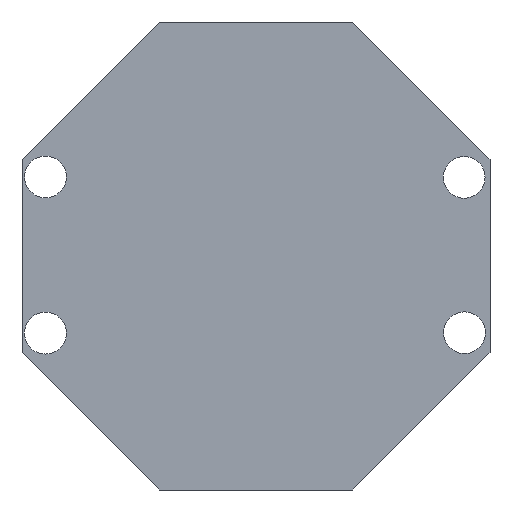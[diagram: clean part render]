
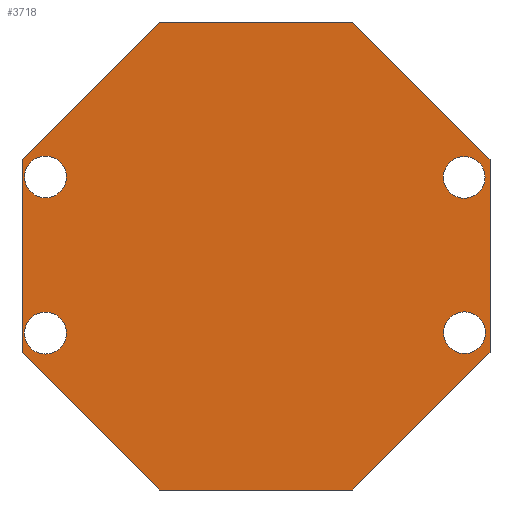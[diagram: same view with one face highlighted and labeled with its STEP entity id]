
A CAD part, front view. The second image highlights one B-rep face of the part: STEP entity #3718.
In plain terms, the highlighted planar face has unit normal (0, -1, 0).
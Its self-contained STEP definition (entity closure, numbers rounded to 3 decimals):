
#3 = AXIS2_PLACEMENT_3D ( 'NONE', #173, #3705, #3290 ) ;
#30 = CIRCLE ( 'NONE', #4177, 2.72 ) ;
#32 = EDGE_CURVE ( 'NONE', #1030, #2843, #4290, .T. ) ;
#51 = ORIENTED_EDGE ( 'NONE', *, *, #896, .F. ) ;
#64 = VERTEX_POINT ( 'NONE', #2062 ) ;
#91 = EDGE_CURVE ( 'NONE', #2557, #1329, #2842, .T. ) ;
#104 = CARTESIAN_POINT ( 'NONE',  ( 12.634, 0., -30.5 ) ) ;
#173 = CARTESIAN_POINT ( 'NONE',  ( -27.449, 0., -10.049 ) ) ;
#189 = LINE ( 'NONE', #2636, #1604 ) ;
#209 = DIRECTION ( 'NONE',  ( 0., 0., -1. ) ) ;
#210 = CIRCLE ( 'NONE', #504, 2.722 ) ;
#265 = ORIENTED_EDGE ( 'NONE', *, *, #2855, .F. ) ;
#270 = VERTEX_POINT ( 'NONE', #1726 ) ;
#273 = DIRECTION ( 'NONE',  ( 0., 0., 1. ) ) ;
#296 = DIRECTION ( 'NONE',  ( 0., -1., 0. ) ) ;
#344 = CARTESIAN_POINT ( 'NONE',  ( -12.634, 0., -30.5 ) ) ;
#384 = CARTESIAN_POINT ( 'NONE',  ( 27.171, 0., -10.004 ) ) ;
#429 = ORIENTED_EDGE ( 'NONE', *, *, #2052, .F. ) ;
#481 = CARTESIAN_POINT ( 'NONE',  ( 30.5, 0., -12.634 ) ) ;
#504 = AXIS2_PLACEMENT_3D ( 'NONE', #4034, #556, #209 ) ;
#556 = DIRECTION ( 'NONE',  ( 0., -1., 0. ) ) ;
#600 = DIRECTION ( 'NONE',  ( 0., 0., -1. ) ) ;
#615 = CARTESIAN_POINT ( 'NONE',  ( -27.449, 0., -10.049 ) ) ;
#621 = VERTEX_POINT ( 'NONE', #3655 ) ;
#647 = CARTESIAN_POINT ( 'NONE',  ( -27.449, 0., -7.316 ) ) ;
#700 = CIRCLE ( 'NONE', #2734, 2.721 ) ;
#794 = LINE ( 'NONE', #104, #958 ) ;
#834 = VECTOR ( 'NONE', #1033, 1000. ) ;
#836 = VECTOR ( 'NONE', #1811, 1000. ) ;
#896 = EDGE_CURVE ( 'NONE', #270, #2317, #189, .T. ) ;
#903 = DIRECTION ( 'NONE',  ( 0., -1., 0. ) ) ;
#951 = FACE_BOUND ( 'NONE', #2032, .T. ) ;
#958 = VECTOR ( 'NONE', #1839, 1000. ) ;
#966 = EDGE_CURVE ( 'NONE', #2548, #3391, #210, .T. ) ;
#992 = ORIENTED_EDGE ( 'NONE', *, *, #2271, .F. ) ;
#1018 = CARTESIAN_POINT ( 'NONE',  ( -27.442, 0., 13.026 ) ) ;
#1029 = ORIENTED_EDGE ( 'NONE', *, *, #2604, .F. ) ;
#1030 = VERTEX_POINT ( 'NONE', #647 ) ;
#1033 = DIRECTION ( 'NONE',  ( 0.707, 0., 0.707 ) ) ;
#1121 = VERTEX_POINT ( 'NONE', #3419 ) ;
#1205 = FACE_BOUND ( 'NONE', #1870, .T. ) ;
#1329 = VERTEX_POINT ( 'NONE', #1623 ) ;
#1339 = ORIENTED_EDGE ( 'NONE', *, *, #966, .F. ) ;
#1364 = CARTESIAN_POINT ( 'NONE',  ( 27.171, 0., -7.283 ) ) ;
#1393 = CIRCLE ( 'NONE', #3, 2.732 ) ;
#1445 = EDGE_CURVE ( 'NONE', #3391, #2548, #4004, .T. ) ;
#1468 = AXIS2_PLACEMENT_3D ( 'NONE', #2311, #1672, #600 ) ;
#1506 = VERTEX_POINT ( 'NONE', #3478 ) ;
#1530 = EDGE_LOOP ( 'NONE', ( #3643, #4262 ) ) ;
#1535 = CARTESIAN_POINT ( 'NONE',  ( -12.634, 0., -30.5 ) ) ;
#1604 = VECTOR ( 'NONE', #1968, 1000. ) ;
#1614 = VERTEX_POINT ( 'NONE', #2143 ) ;
#1623 = CARTESIAN_POINT ( 'NONE',  ( -27.442, 0., 7.585 ) ) ;
#1638 = CARTESIAN_POINT ( 'NONE',  ( 0., 0., 0. ) ) ;
#1672 = DIRECTION ( 'NONE',  ( 0., -1., 0. ) ) ;
#1726 = CARTESIAN_POINT ( 'NONE',  ( 12.634, 0., 30.5 ) ) ;
#1737 = EDGE_CURVE ( 'NONE', #2843, #1030, #1393, .T. ) ;
#1811 = DIRECTION ( 'NONE',  ( 1., 0., 0. ) ) ;
#1834 = DIRECTION ( 'NONE',  ( -0.707, 0., 0.707 ) ) ;
#1839 = DIRECTION ( 'NONE',  ( -0.707, 0., -0.707 ) ) ;
#1870 = EDGE_LOOP ( 'NONE', ( #1029, #2704 ) ) ;
#1894 = CARTESIAN_POINT ( 'NONE',  ( -12.634, 0., -30.5 ) ) ;
#1928 = FACE_BOUND ( 'NONE', #2894, .T. ) ;
#1968 = DIRECTION ( 'NONE',  ( 0.707, 0., -0.707 ) ) ;
#2032 = EDGE_LOOP ( 'NONE', ( #1339, #3434 ) ) ;
#2052 = EDGE_CURVE ( 'NONE', #1506, #64, #794, .T. ) ;
#2062 = CARTESIAN_POINT ( 'NONE',  ( 12.634, 0., -30.5 ) ) ;
#2072 = DIRECTION ( 'NONE',  ( 0., 0., -1. ) ) ;
#2083 = LINE ( 'NONE', #3876, #836 ) ;
#2088 = DIRECTION ( 'NONE',  ( 0., -1., 0. ) ) ;
#2138 = ORIENTED_EDGE ( 'NONE', *, *, #3233, .F. ) ;
#2143 = CARTESIAN_POINT ( 'NONE',  ( -30.5, 0., 12.634 ) ) ;
#2197 = CARTESIAN_POINT ( 'NONE',  ( -27.449, 0., -12.781 ) ) ;
#2271 = EDGE_CURVE ( 'NONE', #621, #270, #2083, .T. ) ;
#2310 = VERTEX_POINT ( 'NONE', #344 ) ;
#2311 = CARTESIAN_POINT ( 'NONE',  ( -27.442, 0., 10.306 ) ) ;
#2317 = VERTEX_POINT ( 'NONE', #2767 ) ;
#2333 = DIRECTION ( 'NONE',  ( 0., 0., -1. ) ) ;
#2343 = FACE_OUTER_BOUND ( 'NONE', #2606, .T. ) ;
#2447 = CARTESIAN_POINT ( 'NONE',  ( -12.634, 0., 30.5 ) ) ;
#2456 = DIRECTION ( 'NONE',  ( 0., 0., -1. ) ) ;
#2513 = LINE ( 'NONE', #1535, #4036 ) ;
#2538 = DIRECTION ( 'NONE',  ( -1., 0., 0. ) ) ;
#2548 = VERTEX_POINT ( 'NONE', #1364 ) ;
#2553 = CARTESIAN_POINT ( 'NONE',  ( 27.136, 0., 7.528 ) ) ;
#2557 = VERTEX_POINT ( 'NONE', #1018 ) ;
#2560 = LINE ( 'NONE', #481, #4039 ) ;
#2588 = LINE ( 'NONE', #1894, #4398 ) ;
#2597 = PLANE ( 'NONE',  #3751 ) ;
#2604 = EDGE_CURVE ( 'NONE', #1121, #3609, #30, .T. ) ;
#2606 = EDGE_LOOP ( 'NONE', ( #265, #2138, #429, #3218, #51, #992, #2914, #3355 ) ) ;
#2635 = AXIS2_PLACEMENT_3D ( 'NONE', #384, #2758, #2072 ) ;
#2636 = CARTESIAN_POINT ( 'NONE',  ( 12.634, 0., 30.5 ) ) ;
#2653 = CARTESIAN_POINT ( 'NONE',  ( -30.5, 0., -12.634 ) ) ;
#2688 = DIRECTION ( 'NONE',  ( 0., -1., 0. ) ) ;
#2704 = ORIENTED_EDGE ( 'NONE', *, *, #3881, .F. ) ;
#2730 = CARTESIAN_POINT ( 'NONE',  ( 27.136, 0., 10.248 ) ) ;
#2734 = AXIS2_PLACEMENT_3D ( 'NONE', #4032, #296, #2333 ) ;
#2758 = DIRECTION ( 'NONE',  ( 0., -1., 0. ) ) ;
#2767 = CARTESIAN_POINT ( 'NONE',  ( 30.5, 0., 12.634 ) ) ;
#2815 = CIRCLE ( 'NONE', #3739, 2.72 ) ;
#2842 = CIRCLE ( 'NONE', #1468, 2.721 ) ;
#2843 = VERTEX_POINT ( 'NONE', #2197 ) ;
#2855 = EDGE_CURVE ( 'NONE', #2310, #2952, #2588, .T. ) ;
#2894 = EDGE_LOOP ( 'NONE', ( #3967, #3586 ) ) ;
#2914 = ORIENTED_EDGE ( 'NONE', *, *, #4242, .F. ) ;
#2952 = VERTEX_POINT ( 'NONE', #2653 ) ;
#2982 = EDGE_CURVE ( 'NONE', #1329, #2557, #700, .T. ) ;
#3011 = VECTOR ( 'NONE', #273, 1000. ) ;
#3096 = CARTESIAN_POINT ( 'NONE',  ( 27.171, 0., -12.726 ) ) ;
#3113 = DIRECTION ( 'NONE',  ( 0., -1., 0. ) ) ;
#3218 = ORIENTED_EDGE ( 'NONE', *, *, #3265, .F. ) ;
#3233 = EDGE_CURVE ( 'NONE', #64, #2310, #2513, .T. ) ;
#3265 = EDGE_CURVE ( 'NONE', #2317, #1506, #2560, .T. ) ;
#3287 = FACE_BOUND ( 'NONE', #1530, .T. ) ;
#3290 = DIRECTION ( 'NONE',  ( 0., 0., -1. ) ) ;
#3325 = LINE ( 'NONE', #4056, #3011 ) ;
#3355 = ORIENTED_EDGE ( 'NONE', *, *, #4134, .F. ) ;
#3391 = VERTEX_POINT ( 'NONE', #3096 ) ;
#3419 = CARTESIAN_POINT ( 'NONE',  ( 27.136, 0., 12.968 ) ) ;
#3434 = ORIENTED_EDGE ( 'NONE', *, *, #1445, .F. ) ;
#3473 = DIRECTION ( 'NONE',  ( 0., 0., -1. ) ) ;
#3478 = CARTESIAN_POINT ( 'NONE',  ( 30.5, 0., -12.634 ) ) ;
#3494 = CARTESIAN_POINT ( 'NONE',  ( 27.136, 0., 10.248 ) ) ;
#3586 = ORIENTED_EDGE ( 'NONE', *, *, #2982, .F. ) ;
#3609 = VERTEX_POINT ( 'NONE', #2553 ) ;
#3643 = ORIENTED_EDGE ( 'NONE', *, *, #32, .F. ) ;
#3655 = CARTESIAN_POINT ( 'NONE',  ( -12.634, 0., 30.5 ) ) ;
#3705 = DIRECTION ( 'NONE',  ( 0., -1., 0. ) ) ;
#3718 = ADVANCED_FACE ( 'NONE', ( #1205, #3287, #1928, #951, #2343 ), #2597, .T. ) ;
#3739 = AXIS2_PLACEMENT_3D ( 'NONE', #2730, #2088, #3473 ) ;
#3751 = AXIS2_PLACEMENT_3D ( 'NONE', #1638, #903, #3972 ) ;
#3806 = LINE ( 'NONE', #2447, #834 ) ;
#3876 = CARTESIAN_POINT ( 'NONE',  ( -12.634, 0., 30.5 ) ) ;
#3881 = EDGE_CURVE ( 'NONE', #3609, #1121, #2815, .T. ) ;
#3967 = ORIENTED_EDGE ( 'NONE', *, *, #91, .F. ) ;
#3972 = DIRECTION ( 'NONE',  ( 0., 0., -1. ) ) ;
#4004 = CIRCLE ( 'NONE', #2635, 2.722 ) ;
#4032 = CARTESIAN_POINT ( 'NONE',  ( -27.442, 0., 10.306 ) ) ;
#4034 = CARTESIAN_POINT ( 'NONE',  ( 27.171, 0., -10.004 ) ) ;
#4036 = VECTOR ( 'NONE', #2538, 1000. ) ;
#4039 = VECTOR ( 'NONE', #4304, 1000. ) ;
#4056 = CARTESIAN_POINT ( 'NONE',  ( -30.5, 0., -12.634 ) ) ;
#4071 = AXIS2_PLACEMENT_3D ( 'NONE', #615, #2688, #4427 ) ;
#4134 = EDGE_CURVE ( 'NONE', #2952, #1614, #3325, .T. ) ;
#4177 = AXIS2_PLACEMENT_3D ( 'NONE', #3494, #3113, #2456 ) ;
#4242 = EDGE_CURVE ( 'NONE', #1614, #621, #3806, .T. ) ;
#4262 = ORIENTED_EDGE ( 'NONE', *, *, #1737, .F. ) ;
#4290 = CIRCLE ( 'NONE', #4071, 2.732 ) ;
#4304 = DIRECTION ( 'NONE',  ( 0., 0., -1. ) ) ;
#4398 = VECTOR ( 'NONE', #1834, 1000. ) ;
#4427 = DIRECTION ( 'NONE',  ( 0., 0., -1. ) ) ;
